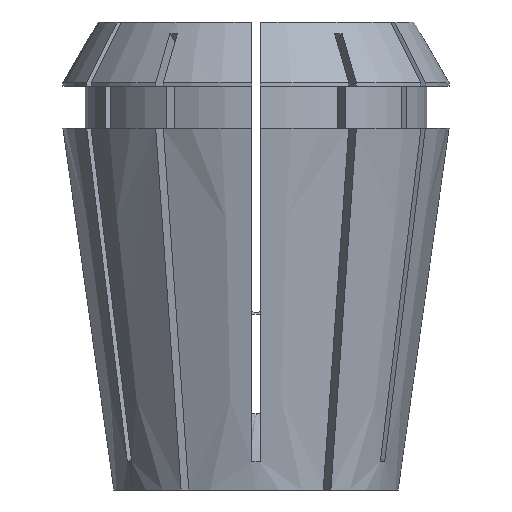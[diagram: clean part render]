
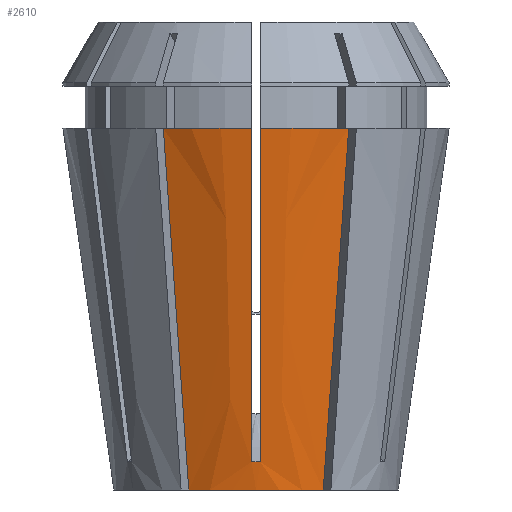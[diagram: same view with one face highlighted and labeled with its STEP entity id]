
A CAD part, left-side view. The second image highlights one B-rep face of the part: STEP entity #2610.
In plain terms, the highlighted conical face has half-angle 8 degrees and reference radius 12.158 mm.
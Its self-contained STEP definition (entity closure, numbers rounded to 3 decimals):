
#10 = EDGE_CURVE ( 'NONE', #175, #4690, #997, .T. ) ;
#40 = EDGE_CURVE ( 'NONE', #3479, #494, #3119, .T. ) ;
#97 = CARTESIAN_POINT ( 'NONE',  ( -12.682, -0.375, 3.77 ) ) ;
#116 = CARTESIAN_POINT ( 'NONE',  ( -12.618, -0.375, 3.315 ) ) ;
#175 = VERTEX_POINT ( 'NONE', #4187 ) ;
#203 = CARTESIAN_POINT ( 'NONE',  ( -12.682, 0.375, 3.77 ) ) ;
#227 = CARTESIAN_POINT ( 'NONE',  ( -12.497, 0.125, 2.399 ) ) ;
#250 = EDGE_CURVE ( 'NONE', #1009, #494, #302, .T. ) ;
#302 = B_SPLINE_CURVE_WITH_KNOTS ( 'NONE', 3,
 ( #2620, #227, #2978, #4130 ),
 .UNSPECIFIED., .F., .F.,
 ( 4, 4 ),
 ( 0., 0.001 ),
 .UNSPECIFIED. ) ;
#345 = CARTESIAN_POINT ( 'NONE',  ( 0., 0., 30.9 ) ) ;
#360 = CARTESIAN_POINT ( 'NONE',  ( -10.868, -5.841, 1.284 ) ) ;
#392 = VERTEX_POINT ( 'NONE', #4751 ) ;
#450 = CARTESIAN_POINT ( 'NONE',  ( -16.258, -0.375, 29.209 ) ) ;
#457 = ORIENTED_EDGE ( 'NONE', *, *, #823, .F. ) ;
#479 = CARTESIAN_POINT ( 'NONE',  ( -13.716, -0.375, 11.123 ) ) ;
#480 = EDGE_CURVE ( 'NONE', #1518, #4538, #1121, .T. ) ;
#494 = VERTEX_POINT ( 'NONE', #1201 ) ;
#547 = ORIENTED_EDGE ( 'NONE', *, *, #250, .F. ) ;
#583 = FACE_OUTER_BOUND ( 'NONE', #1557, .T. ) ;
#589 = CARTESIAN_POINT ( 'NONE',  ( -12.554, 0.375, 2.859 ) ) ;
#628 = CARTESIAN_POINT ( 'NONE',  ( -13.716, 0.375, 11.123 ) ) ;
#753 = ORIENTED_EDGE ( 'NONE', *, *, #40, .T. ) ;
#823 = EDGE_CURVE ( 'NONE', #4538, #392, #4284, .T. ) ;
#910 = CARTESIAN_POINT ( 'NONE',  ( -16.021, 0.375, 27.519 ) ) ;
#914 = ORIENTED_EDGE ( 'NONE', *, *, #480, .F. ) ;
#915 = DIRECTION ( 'NONE',  ( 0., 0., -1. ) ) ;
#975 = CARTESIAN_POINT ( 'NONE',  ( 0., 0., 0. ) ) ;
#997 = CIRCLE ( 'NONE', #2701, 16.5 ) ;
#1009 = VERTEX_POINT ( 'NONE', #3988 ) ;
#1083 = CARTESIAN_POINT ( 'NONE',  ( -14.474, 7.923, 30.9 ) ) ;
#1121 = B_SPLINE_CURVE_WITH_KNOTS ( 'NONE', 3,
 ( #3896, #3187, #1943, #1522, #4306, #1925, #4699, #4341, #360, #3140 ),
 .UNSPECIFIED., .F., .F.,
 ( 4, 3, 3, 4 ),
 ( 0.064, 0.069, 0.091, 0.095 ),
 .UNSPECIFIED. ) ;
#1201 = CARTESIAN_POINT ( 'NONE',  ( -12.49, -0.375, 2.403 ) ) ;
#1319 = CARTESIAN_POINT ( 'NONE',  ( -16.021, -0.375, 27.519 ) ) ;
#1360 = ORIENTED_EDGE ( 'NONE', *, *, #2889, .T. ) ;
#1368 = DIRECTION ( 'NONE',  ( -1., 0., 0. ) ) ;
#1518 = VERTEX_POINT ( 'NONE', #4826 ) ;
#1522 = CARTESIAN_POINT ( 'NONE',  ( -13.868, -7.574, 25.93 ) ) ;
#1557 = EDGE_LOOP ( 'NONE', ( #2169, #1360, #457, #914, #2378, #753, #547, #4033 ) ) ;
#1644 = EDGE_CURVE ( 'NONE', #175, #1009, #3973, .T. ) ;
#1693 = CARTESIAN_POINT ( 'NONE',  ( -14.749, -0.375, 18.476 ) ) ;
#1724 = CARTESIAN_POINT ( 'NONE',  ( -14.07, 7.69, 27.587 ) ) ;
#1734 = CARTESIAN_POINT ( 'NONE',  ( -12.972, 7.057, 18.571 ) ) ;
#1743 = CARTESIAN_POINT ( 'NONE',  ( -16.496, 0.375, 30.9 ) ) ;
#1789 = CARTESIAN_POINT ( 'NONE',  ( -11.18, 6.022, 3.852 ) ) ;
#1925 = CARTESIAN_POINT ( 'NONE',  ( -12.076, -6.539, 11.212 ) ) ;
#1943 = CARTESIAN_POINT ( 'NONE',  ( -14.07, -7.69, 27.587 ) ) ;
#2055 = DIRECTION ( 'NONE',  ( -1., 0., 0. ) ) ;
#2080 = EDGE_CURVE ( 'NONE', #1518, #3479, #2240, .T. ) ;
#2110 = CONICAL_SURFACE ( 'NONE', #4292, 12.158, 0.14 ) ;
#2159 = CARTESIAN_POINT ( 'NONE',  ( -14.749, 0.375, 18.476 ) ) ;
#2169 = ORIENTED_EDGE ( 'NONE', *, *, #10, .T. ) ;
#2240 = CIRCLE ( 'NONE', #2388, 16.5 ) ;
#2275 = CARTESIAN_POINT ( 'NONE',  ( -12.618, 0.375, 3.315 ) ) ;
#2289 = DIRECTION ( 'NONE',  ( 0., 0., 1. ) ) ;
#2378 = ORIENTED_EDGE ( 'NONE', *, *, #2080, .T. ) ;
#2388 = AXIS2_PLACEMENT_3D ( 'NONE', #2522, #915, #4128 ) ;
#2467 = CARTESIAN_POINT ( 'NONE',  ( -12.554, -0.375, 2.859 ) ) ;
#2489 = CARTESIAN_POINT ( 'NONE',  ( -16.496, -0.375, 30.9 ) ) ;
#2499 = CARTESIAN_POINT ( 'NONE',  ( -15.783, 0.375, 25.828 ) ) ;
#2507 = CARTESIAN_POINT ( 'NONE',  ( -12.49, -0.375, 2.403 ) ) ;
#2522 = CARTESIAN_POINT ( 'NONE',  ( 0., 0., 30.9 ) ) ;
#2530 = CARTESIAN_POINT ( 'NONE',  ( -12.076, 6.539, 11.212 ) ) ;
#2585 = CARTESIAN_POINT ( 'NONE',  ( -10.711, 5.751, 0. ) ) ;
#2610 = ADVANCED_FACE ( 'NONE', ( #583 ), #2110, .T. ) ;
#2620 = CARTESIAN_POINT ( 'NONE',  ( -12.49, 0.375, 2.403 ) ) ;
#2648 = CARTESIAN_POINT ( 'NONE',  ( -11.024, 5.932, 2.568 ) ) ;
#2701 = AXIS2_PLACEMENT_3D ( 'NONE', #345, #4739, #2055 ) ;
#2844 = CARTESIAN_POINT ( 'NONE',  ( -14.474, 7.923, 30.9 ) ) ;
#2889 = EDGE_CURVE ( 'NONE', #4690, #392, #4046, .T. ) ;
#2978 = CARTESIAN_POINT ( 'NONE',  ( -12.497, -0.125, 2.399 ) ) ;
#3119 = B_SPLINE_CURVE_WITH_KNOTS ( 'NONE', 3,
 ( #2489, #450, #1319, #4479, #1693, #479, #97, #116, #2467, #2507 ),
 .UNSPECIFIED., .F., .F.,
 ( 4, 3, 3, 4 ),
 ( 0.065, 0.07, 0.092, 0.094 ),
 .UNSPECIFIED. ) ;
#3140 = CARTESIAN_POINT ( 'NONE',  ( -10.711, -5.751, 0. ) ) ;
#3187 = CARTESIAN_POINT ( 'NONE',  ( -14.272, -7.807, 29.243 ) ) ;
#3304 = CARTESIAN_POINT ( 'NONE',  ( -10.711, -5.751, 0. ) ) ;
#3455 = CARTESIAN_POINT ( 'NONE',  ( -12.49, 0.375, 2.403 ) ) ;
#3479 = VERTEX_POINT ( 'NONE', #4174 ) ;
#3896 = CARTESIAN_POINT ( 'NONE',  ( -14.474, -7.923, 30.9 ) ) ;
#3973 = B_SPLINE_CURVE_WITH_KNOTS ( 'NONE', 3,
 ( #1743, #4180, #910, #2499, #2159, #628, #203, #2275, #589, #3455 ),
 .UNSPECIFIED., .F., .F.,
 ( 4, 3, 3, 4 ),
 ( 0.065, 0.07, 0.092, 0.094 ),
 .UNSPECIFIED. ) ;
#3988 = CARTESIAN_POINT ( 'NONE',  ( -12.49, 0.375, 2.403 ) ) ;
#4033 = ORIENTED_EDGE ( 'NONE', *, *, #1644, .F. ) ;
#4046 = B_SPLINE_CURVE_WITH_KNOTS ( 'NONE', 3,
 ( #2844, #4457, #1724, #4889, #1734, #2530, #1789, #2648, #4191, #2585 ),
 .UNSPECIFIED., .F., .F.,
 ( 4, 3, 3, 4 ),
 ( 0.064, 0.069, 0.091, 0.095 ),
 .UNSPECIFIED. ) ;
#4128 = DIRECTION ( 'NONE',  ( -1., 0., 0. ) ) ;
#4130 = CARTESIAN_POINT ( 'NONE',  ( -12.49, -0.375, 2.403 ) ) ;
#4174 = CARTESIAN_POINT ( 'NONE',  ( -16.496, -0.375, 30.9 ) ) ;
#4180 = CARTESIAN_POINT ( 'NONE',  ( -16.258, 0.375, 29.209 ) ) ;
#4187 = CARTESIAN_POINT ( 'NONE',  ( -16.496, 0.375, 30.9 ) ) ;
#4191 = CARTESIAN_POINT ( 'NONE',  ( -10.868, 5.841, 1.284 ) ) ;
#4199 = DIRECTION ( 'NONE',  ( 0., 0., -1. ) ) ;
#4284 = CIRCLE ( 'NONE', #4286, 12.158 ) ;
#4286 = AXIS2_PLACEMENT_3D ( 'NONE', #975, #4199, #1368 ) ;
#4292 = AXIS2_PLACEMENT_3D ( 'NONE', #4710, #2289, #4680 ) ;
#4306 = CARTESIAN_POINT ( 'NONE',  ( -12.972, -7.057, 18.571 ) ) ;
#4341 = CARTESIAN_POINT ( 'NONE',  ( -11.024, -5.932, 2.568 ) ) ;
#4457 = CARTESIAN_POINT ( 'NONE',  ( -14.272, 7.807, 29.243 ) ) ;
#4479 = CARTESIAN_POINT ( 'NONE',  ( -15.783, -0.375, 25.828 ) ) ;
#4538 = VERTEX_POINT ( 'NONE', #3304 ) ;
#4680 = DIRECTION ( 'NONE',  ( 1., 0., 0. ) ) ;
#4690 = VERTEX_POINT ( 'NONE', #1083 ) ;
#4699 = CARTESIAN_POINT ( 'NONE',  ( -11.18, -6.022, 3.852 ) ) ;
#4710 = CARTESIAN_POINT ( 'NONE',  ( 0., 0., 0. ) ) ;
#4739 = DIRECTION ( 'NONE',  ( 0., 0., -1. ) ) ;
#4751 = CARTESIAN_POINT ( 'NONE',  ( -10.711, 5.751, 0. ) ) ;
#4826 = CARTESIAN_POINT ( 'NONE',  ( -14.474, -7.923, 30.9 ) ) ;
#4889 = CARTESIAN_POINT ( 'NONE',  ( -13.868, 7.574, 25.93 ) ) ;
